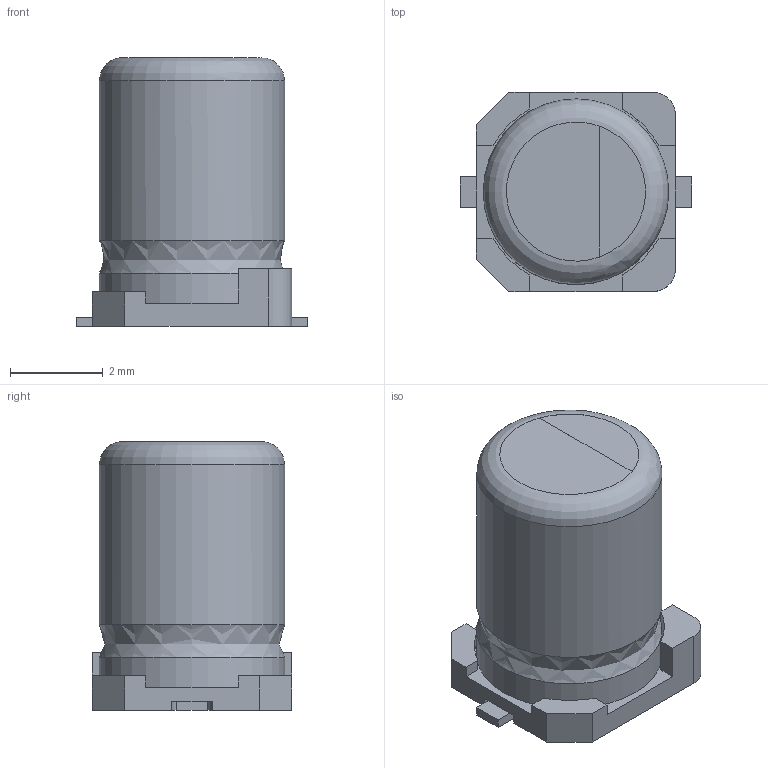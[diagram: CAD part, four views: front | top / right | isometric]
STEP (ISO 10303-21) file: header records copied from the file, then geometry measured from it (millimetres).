
FILE_DESCRIPTION((' '),'2;1');
FILE_NAME( 'CAPAE430X550N-(B).stp', '2022-09-09T16:37:22', (' '), ('--- Datakit www.datakit.com---'), ' Datakit CrossCadWare V2022.3 Jun 15 2022', 'DATAKIT 2022 (c)', ' ');
FILE_SCHEMA(('AP242_MANAGED_MODEL_BASED_3D_ENGINEERING_MIM_LF { 1 0 10303 442 1 1 4 }'));
Length unit declared in the file: millimetre
Products named in the file (1): CAPAE430X550N-(B)
Bounding box: 5 x 4.3 x 5.8 mm (x, y, z)
Volume: 76.3 mm3; surface area: 153.5 mm2
Topology: 4 solids, 4 shells, 73 faces, 197 edges, 128 vertices
Faces by surface type: plane 50, cylinder 17, revolution 6
Full cylindrical faces by diameter (mm): 0.75 x2, 0.8 x2, 4 x2
Entity records: 2373 total; most frequent: CARTESIAN_POINT 473, DIRECTION 378, ORIENTED_EDGE 362, EDGE_CURVE 181, VECTOR 128, LINE 128, VERTEX_POINT 124, AXIS2_PLACEMENT_3D 122
